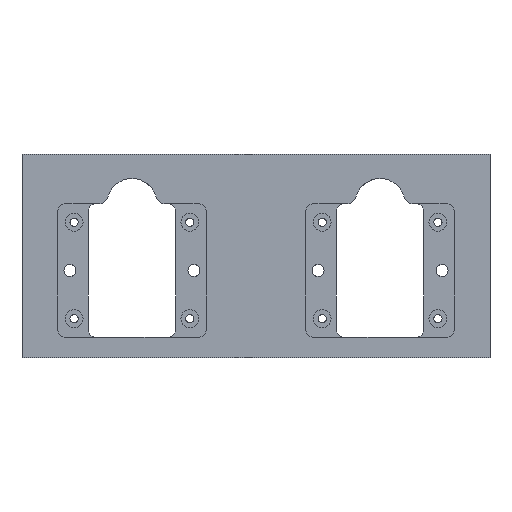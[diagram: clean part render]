
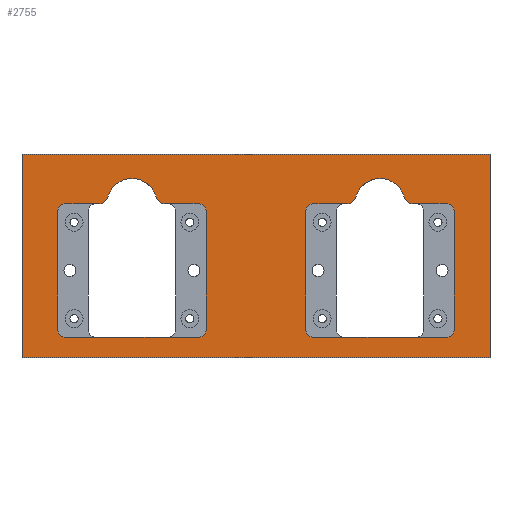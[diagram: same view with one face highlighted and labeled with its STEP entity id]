
A CAD part, left-side view. The second image highlights one B-rep face of the part: STEP entity #2755.
In plain terms, the highlighted planar face has unit normal (-1, 0, 0).
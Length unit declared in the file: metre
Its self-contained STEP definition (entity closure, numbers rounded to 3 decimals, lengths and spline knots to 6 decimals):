
#176=LINE('',#4356,#404);
#182=LINE('',#4367,#410);
#194=LINE('',#4438,#422);
#195=LINE('',#4444,#423);
#196=LINE('',#4448,#424);
#197=LINE('',#4452,#425);
#198=LINE('',#4456,#426);
#199=LINE('',#4461,#427);
#200=LINE('',#4465,#428);
#201=LINE('',#4469,#429);
#202=LINE('',#4473,#430);
#203=LINE('',#4477,#431);
#204=LINE('',#4480,#432);
#205=LINE('',#4481,#433);
#404=VECTOR('',#3426,1.);
#410=VECTOR('',#3434,1.);
#422=VECTOR('',#3478,1.);
#423=VECTOR('',#3483,1.);
#424=VECTOR('',#3486,1.);
#425=VECTOR('',#3489,1.);
#426=VECTOR('',#3492,1.);
#427=VECTOR('',#3497,1.);
#428=VECTOR('',#3500,1.);
#429=VECTOR('',#3503,1.);
#430=VECTOR('',#3506,1.);
#431=VECTOR('',#3509,1.);
#432=VECTOR('',#3512,1.);
#433=VECTOR('',#3513,1.);
#730=ORIENTED_EDGE('',*,*,#1506,.F.);
#731=ORIENTED_EDGE('',*,*,#1507,.T.);
#732=ORIENTED_EDGE('',*,*,#1496,.F.);
#733=ORIENTED_EDGE('',*,*,#1508,.T.);
#734=ORIENTED_EDGE('',*,*,#1509,.F.);
#735=ORIENTED_EDGE('',*,*,#1510,.T.);
#736=ORIENTED_EDGE('',*,*,#1511,.T.);
#737=ORIENTED_EDGE('',*,*,#1512,.T.);
#738=ORIENTED_EDGE('',*,*,#1513,.F.);
#739=ORIENTED_EDGE('',*,*,#1514,.T.);
#740=ORIENTED_EDGE('',*,*,#1515,.F.);
#741=ORIENTED_EDGE('',*,*,#1516,.T.);
#742=ORIENTED_EDGE('',*,*,#1493,.T.);
#743=ORIENTED_EDGE('',*,*,#1517,.T.);
#744=ORIENTED_EDGE('',*,*,#1518,.T.);
#745=ORIENTED_EDGE('',*,*,#1519,.F.);
#746=ORIENTED_EDGE('',*,*,#1520,.T.);
#747=ORIENTED_EDGE('',*,*,#1521,.F.);
#748=ORIENTED_EDGE('',*,*,#1522,.T.);
#749=ORIENTED_EDGE('',*,*,#1523,.F.);
#750=ORIENTED_EDGE('',*,*,#1524,.F.);
#751=ORIENTED_EDGE('',*,*,#1525,.F.);
#752=ORIENTED_EDGE('',*,*,#1526,.T.);
#753=ORIENTED_EDGE('',*,*,#1527,.T.);
#754=ORIENTED_EDGE('',*,*,#1484,.F.);
#755=ORIENTED_EDGE('',*,*,#1528,.T.);
#756=ORIENTED_EDGE('',*,*,#1478,.T.);
#757=ORIENTED_EDGE('',*,*,#1529,.F.);
#1478=EDGE_CURVE('',#1865,#1864,#176,.T.);
#1484=EDGE_CURVE('',#1868,#1869,#182,.T.);
#1493=EDGE_CURVE('',#1877,#1876,#2086,.T.);
#1496=EDGE_CURVE('',#1879,#1880,#2087,.T.);
#1506=EDGE_CURVE('',#1886,#1887,#194,.T.);
#1507=EDGE_CURVE('',#1886,#1880,#2088,.T.);
#1508=EDGE_CURVE('',#1879,#1888,#2089,.T.);
#1509=EDGE_CURVE('',#1889,#1888,#195,.T.);
#1510=EDGE_CURVE('',#1889,#1890,#2090,.T.);
#1511=EDGE_CURVE('',#1890,#1891,#196,.T.);
#1512=EDGE_CURVE('',#1891,#1892,#2091,.T.);
#1513=EDGE_CURVE('',#1893,#1892,#197,.T.);
#1514=EDGE_CURVE('',#1893,#1894,#2092,.T.);
#1515=EDGE_CURVE('',#1895,#1894,#198,.T.);
#1516=EDGE_CURVE('',#1895,#1887,#2093,.T.);
#1517=EDGE_CURVE('',#1876,#1896,#2094,.T.);
#1518=EDGE_CURVE('',#1896,#1897,#199,.T.);
#1519=EDGE_CURVE('',#1898,#1897,#2095,.T.);
#1520=EDGE_CURVE('',#1898,#1899,#200,.T.);
#1521=EDGE_CURVE('',#1900,#1899,#2096,.T.);
#1522=EDGE_CURVE('',#1900,#1901,#201,.T.);
#1523=EDGE_CURVE('',#1902,#1901,#2097,.T.);
#1524=EDGE_CURVE('',#1903,#1902,#202,.T.);
#1525=EDGE_CURVE('',#1904,#1903,#2098,.T.);
#1526=EDGE_CURVE('',#1904,#1905,#203,.T.);
#1527=EDGE_CURVE('',#1905,#1877,#2099,.T.);
#1528=EDGE_CURVE('',#1868,#1865,#204,.T.);
#1529=EDGE_CURVE('',#1869,#1864,#205,.T.);
#1864=VERTEX_POINT('',#4355);
#1865=VERTEX_POINT('',#4357);
#1868=VERTEX_POINT('',#4366);
#1869=VERTEX_POINT('',#4368);
#1876=VERTEX_POINT('',#4387);
#1877=VERTEX_POINT('',#4389);
#1879=VERTEX_POINT('',#4407);
#1880=VERTEX_POINT('',#4408);
#1886=VERTEX_POINT('',#4439);
#1887=VERTEX_POINT('',#4440);
#1888=VERTEX_POINT('',#4443);
#1889=VERTEX_POINT('',#4445);
#1890=VERTEX_POINT('',#4447);
#1891=VERTEX_POINT('',#4449);
#1892=VERTEX_POINT('',#4451);
#1893=VERTEX_POINT('',#4453);
#1894=VERTEX_POINT('',#4455);
#1895=VERTEX_POINT('',#4457);
#1896=VERTEX_POINT('',#4460);
#1897=VERTEX_POINT('',#4462);
#1898=VERTEX_POINT('',#4464);
#1899=VERTEX_POINT('',#4466);
#1900=VERTEX_POINT('',#4468);
#1901=VERTEX_POINT('',#4470);
#1902=VERTEX_POINT('',#4472);
#1903=VERTEX_POINT('',#4474);
#1904=VERTEX_POINT('',#4476);
#1905=VERTEX_POINT('',#4478);
#2086=CIRCLE('',#2978,0.0091);
#2087=CIRCLE('',#2980,0.0091);
#2088=CIRCLE('',#2984,0.003);
#2089=CIRCLE('',#2985,0.003);
#2090=CIRCLE('',#2986,0.003);
#2091=CIRCLE('',#2987,0.003);
#2092=CIRCLE('',#2988,0.003);
#2093=CIRCLE('',#2989,0.003);
#2094=CIRCLE('',#2990,0.003);
#2095=CIRCLE('',#2991,0.003);
#2096=CIRCLE('',#2992,0.003);
#2097=CIRCLE('',#2993,0.003);
#2098=CIRCLE('',#2994,0.003);
#2099=CIRCLE('',#2995,0.003);
#2222=EDGE_LOOP('',(#730,#731,#732,#733,#734,#735,#736,#737,#738,#739,#740,
#741));
#2223=EDGE_LOOP('',(#742,#743,#744,#745,#746,#747,#748,#749,#750,#751,#752,
#753));
#2224=EDGE_LOOP('',(#754,#755,#756,#757));
#2462=FACE_BOUND('',#2222,.T.);
#2463=FACE_BOUND('',#2223,.T.);
#2464=FACE_BOUND('',#2224,.T.);
#2681=PLANE('',#2983);
#2755=ADVANCED_FACE('',(#2462,#2463,#2464),#2681,.T.);
#2978=AXIS2_PLACEMENT_3D('',#4388,#3457,#3458);
#2980=AXIS2_PLACEMENT_3D('',#4406,#3462,#3463);
#2983=AXIS2_PLACEMENT_3D('',#4437,#3476,#3477);
#2984=AXIS2_PLACEMENT_3D('',#4441,#3479,#3480);
#2985=AXIS2_PLACEMENT_3D('',#4442,#3481,#3482);
#2986=AXIS2_PLACEMENT_3D('',#4446,#3484,#3485);
#2987=AXIS2_PLACEMENT_3D('',#4450,#3487,#3488);
#2988=AXIS2_PLACEMENT_3D('',#4454,#3490,#3491);
#2989=AXIS2_PLACEMENT_3D('',#4458,#3493,#3494);
#2990=AXIS2_PLACEMENT_3D('',#4459,#3495,#3496);
#2991=AXIS2_PLACEMENT_3D('',#4463,#3498,#3499);
#2992=AXIS2_PLACEMENT_3D('',#4467,#3501,#3502);
#2993=AXIS2_PLACEMENT_3D('',#4471,#3504,#3505);
#2994=AXIS2_PLACEMENT_3D('',#4475,#3507,#3508);
#2995=AXIS2_PLACEMENT_3D('',#4479,#3510,#3511);
#3426=DIRECTION('',(0.,0.,1.));
#3434=DIRECTION('',(0.,0.,1.));
#3457=DIRECTION('',(1.,0.,0.));
#3458=DIRECTION('',(0.,0.,1.));
#3462=DIRECTION('',(-1.,0.,0.));
#3463=DIRECTION('',(0.,0.,1.));
#3476=DIRECTION('',(-1.,0.,0.));
#3477=DIRECTION('',(0.,0.,1.));
#3478=DIRECTION('',(0.,1.,0.));
#3479=DIRECTION('',(-1.,0.,0.));
#3480=DIRECTION('',(0.,0.,1.));
#3481=DIRECTION('',(-1.,0.,0.));
#3482=DIRECTION('',(0.,0.,1.));
#3483=DIRECTION('',(0.,1.,0.));
#3484=DIRECTION('',(1.,0.,0.));
#3485=DIRECTION('',(0.,0.,1.));
#3486=DIRECTION('',(0.,0.,-1.));
#3487=DIRECTION('',(1.,0.,0.));
#3488=DIRECTION('',(0.,0.,1.));
#3489=DIRECTION('',(0.,-1.,0.));
#3490=DIRECTION('',(1.,0.,0.));
#3491=DIRECTION('',(0.,0.,1.));
#3492=DIRECTION('',(0.,0.,-1.));
#3493=DIRECTION('',(1.,0.,0.));
#3494=DIRECTION('',(0.,0.,1.));
#3495=DIRECTION('',(-1.,0.,0.));
#3496=DIRECTION('',(0.,0.,1.));
#3497=DIRECTION('',(0.,-1.,0.));
#3498=DIRECTION('',(-1.,0.,0.));
#3499=DIRECTION('',(0.,0.,1.));
#3500=DIRECTION('',(0.,0.,-1.));
#3501=DIRECTION('',(-1.,0.,0.));
#3502=DIRECTION('',(0.,0.,1.));
#3503=DIRECTION('',(0.,1.,0.));
#3504=DIRECTION('',(-1.,0.,0.));
#3505=DIRECTION('',(0.,0.,1.));
#3506=DIRECTION('',(0.,0.,-1.));
#3507=DIRECTION('',(-1.,0.,0.));
#3508=DIRECTION('',(0.,0.,1.));
#3509=DIRECTION('',(0.,-1.,0.));
#3510=DIRECTION('',(-1.,0.,0.));
#3511=DIRECTION('',(0.,0.,1.));
#3512=DIRECTION('',(0.,-1.,0.));
#3513=DIRECTION('',(0.,-1.,0.));
#4355=CARTESIAN_POINT('',(-0.105,-0.0849,0.));
#4356=CARTESIAN_POINT('',(-0.105,-0.0849,-0.074002));
#4357=CARTESIAN_POINT('',(-0.105,-0.0849,-0.074));
#4366=CARTESIAN_POINT('',(-0.105,0.0849,-0.074));
#4367=CARTESIAN_POINT('',(-0.105,0.0849,-0.074002));
#4368=CARTESIAN_POINT('',(-0.105,0.0849,0.));
#4387=CARTESIAN_POINT('',(-0.105,-0.053816,-0.015744));
#4388=CARTESIAN_POINT('',(-0.105,-0.045,-0.018));
#4389=CARTESIAN_POINT('',(-0.105,-0.036184,-0.015744));
#4406=CARTESIAN_POINT('',(-0.105,0.045,-0.018));
#4407=CARTESIAN_POINT('',(-0.105,0.036184,-0.015744));
#4408=CARTESIAN_POINT('',(-0.105,0.053816,-0.015744));
#4437=CARTESIAN_POINT('',(-0.105,0.,-0.074002));
#4438=CARTESIAN_POINT('',(-0.105,0.057525,-0.018));
#4439=CARTESIAN_POINT('',(-0.105,0.056722,-0.018));
#4440=CARTESIAN_POINT('',(-0.105,0.069,-0.018));
#4441=CARTESIAN_POINT('',(-0.105,0.056722,-0.015));
#4442=CARTESIAN_POINT('',(-0.105,0.033278,-0.015));
#4443=CARTESIAN_POINT('',(-0.105,0.033278,-0.018));
#4444=CARTESIAN_POINT('',(-0.105,0.032475,-0.018));
#4445=CARTESIAN_POINT('',(-0.105,0.021,-0.018));
#4446=CARTESIAN_POINT('',(-0.105,0.021,-0.021));
#4447=CARTESIAN_POINT('',(-0.105,0.018,-0.021));
#4448=CARTESIAN_POINT('',(-0.105,0.018,-0.04225));
#4449=CARTESIAN_POINT('',(-0.105,0.018,-0.0635));
#4450=CARTESIAN_POINT('',(-0.105,0.021,-0.0635));
#4451=CARTESIAN_POINT('',(-0.105,0.021,-0.0665));
#4452=CARTESIAN_POINT('',(-0.105,0.045,-0.0665));
#4453=CARTESIAN_POINT('',(-0.105,0.069,-0.0665));
#4454=CARTESIAN_POINT('',(-0.105,0.069,-0.0635));
#4455=CARTESIAN_POINT('',(-0.105,0.072,-0.0635));
#4456=CARTESIAN_POINT('',(-0.105,0.072,-0.04225));
#4457=CARTESIAN_POINT('',(-0.105,0.072,-0.021));
#4458=CARTESIAN_POINT('',(-0.105,0.069,-0.021));
#4459=CARTESIAN_POINT('',(-0.105,-0.056722,-0.015));
#4460=CARTESIAN_POINT('',(-0.105,-0.056722,-0.018));
#4461=CARTESIAN_POINT('',(-0.105,-0.057525,-0.018));
#4462=CARTESIAN_POINT('',(-0.105,-0.069,-0.018));
#4463=CARTESIAN_POINT('',(-0.105,-0.069,-0.021));
#4464=CARTESIAN_POINT('',(-0.105,-0.072,-0.021));
#4465=CARTESIAN_POINT('',(-0.105,-0.072,-0.04225));
#4466=CARTESIAN_POINT('',(-0.105,-0.072,-0.0635));
#4467=CARTESIAN_POINT('',(-0.105,-0.069,-0.0635));
#4468=CARTESIAN_POINT('',(-0.105,-0.069,-0.0665));
#4469=CARTESIAN_POINT('',(-0.105,-0.045,-0.0665));
#4470=CARTESIAN_POINT('',(-0.105,-0.021,-0.0665));
#4471=CARTESIAN_POINT('',(-0.105,-0.021,-0.0635));
#4472=CARTESIAN_POINT('',(-0.105,-0.018,-0.0635));
#4473=CARTESIAN_POINT('',(-0.105,-0.018,-0.04225));
#4474=CARTESIAN_POINT('',(-0.105,-0.018,-0.021));
#4475=CARTESIAN_POINT('',(-0.105,-0.021,-0.021));
#4476=CARTESIAN_POINT('',(-0.105,-0.021,-0.018));
#4477=CARTESIAN_POINT('',(-0.105,-0.032475,-0.018));
#4478=CARTESIAN_POINT('',(-0.105,-0.033278,-0.018));
#4479=CARTESIAN_POINT('',(-0.105,-0.033278,-0.015));
#4480=CARTESIAN_POINT('',(-0.105,0.,-0.074));
#4481=CARTESIAN_POINT('',(-0.105,0.,0.));
